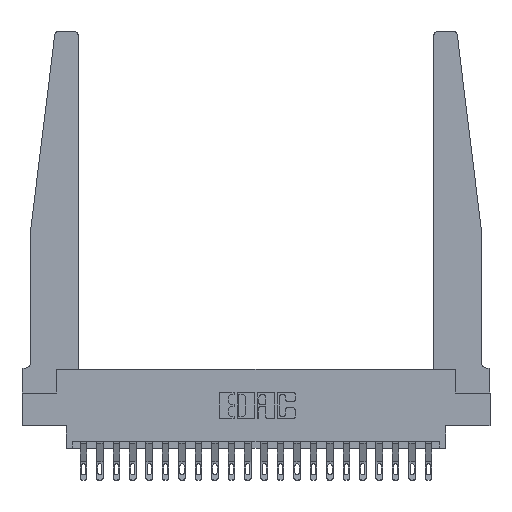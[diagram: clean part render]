
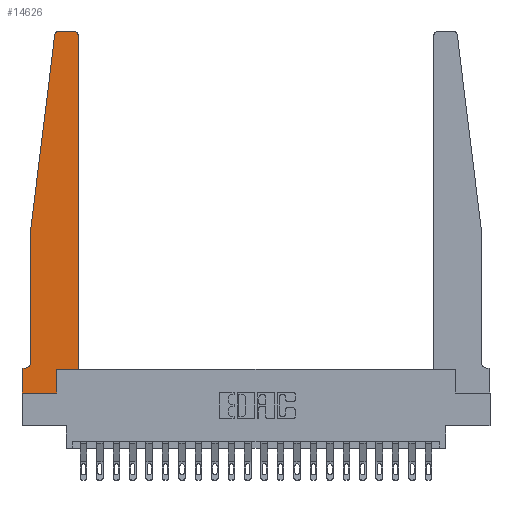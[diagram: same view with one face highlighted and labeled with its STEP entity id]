
A CAD part, top view. The second image highlights one B-rep face of the part: STEP entity #14626.
In plain terms, the highlighted planar face has unit normal (0, 0, 1).
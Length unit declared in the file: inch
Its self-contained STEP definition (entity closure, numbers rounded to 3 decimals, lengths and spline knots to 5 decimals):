
#3 = VECTOR ( 'NONE', #16034, 39.37008 ) ;
#210 = CARTESIAN_POINT ( 'NONE',  ( 0.065, 1.25, 0.37 ) ) ;
#891 = LINE ( 'NONE', #13211, #1569 ) ;
#914 = AXIS2_PLACEMENT_3D ( 'NONE', #15978, #5788, #1734 ) ;
#1319 = CARTESIAN_POINT ( 'NONE',  ( 0.25, 2.75, 0.37 ) ) ;
#1449 = ORIENTED_EDGE ( 'NONE', *, *, #18062, .T. ) ;
#1452 = EDGE_CURVE ( 'NONE', #17421, #9428, #10865, .T. ) ;
#1569 = VECTOR ( 'NONE', #16310, 39.37008 ) ;
#1734 = DIRECTION ( 'NONE',  ( -1., 0., 0. ) ) ;
#1809 = CARTESIAN_POINT ( 'NONE',  ( 0., 0., 0.37 ) ) ;
#2421 = VECTOR ( 'NONE', #14572, 39.37008 ) ;
#2449 = ORIENTED_EDGE ( 'NONE', *, *, #18702, .T. ) ;
#2607 = DIRECTION ( 'NONE',  ( -1., 0., 0. ) ) ;
#2827 = CARTESIAN_POINT ( 'NONE',  ( 0.27653, 2.75, 0.37 ) ) ;
#3171 = ORIENTED_EDGE ( 'NONE', *, *, #14641, .T. ) ;
#3423 = VECTOR ( 'NONE', #2607, 39.37008 ) ;
#3634 = ORIENTED_EDGE ( 'NONE', *, *, #15635, .T. ) ;
#3659 = ORIENTED_EDGE ( 'NONE', *, *, #13176, .T. ) ;
#3782 = DIRECTION ( 'NONE',  ( 1., 0., 0. ) ) ;
#3857 = DIRECTION ( 'NONE',  ( 1., 0., 0. ) ) ;
#4417 = CARTESIAN_POINT ( 'NONE',  ( 0.425, 0.18, 0.37 ) ) ;
#4916 = DIRECTION ( 'NONE',  ( 1., 0., 0. ) ) ;
#5093 = VERTEX_POINT ( 'NONE', #4417 ) ;
#5114 = VERTEX_POINT ( 'NONE', #18546 ) ;
#5788 = DIRECTION ( 'NONE',  ( 0., 0., -1. ) ) ;
#6019 = EDGE_CURVE ( 'NONE', #5093, #17694, #19273, .T. ) ;
#6747 = CIRCLE ( 'NONE', #9686, 0.03 ) ;
#7031 = LINE ( 'NONE', #210, #14684 ) ;
#7166 = CARTESIAN_POINT ( 'NONE',  ( 0.2605, 0.18, 0.37 ) ) ;
#7346 = AXIS2_PLACEMENT_3D ( 'NONE', #21321, #14080, #3857 ) ;
#7528 = LINE ( 'NONE', #18110, #18706 ) ;
#8020 = EDGE_LOOP ( 'NONE', ( #8475, #3659, #21303, #3634, #12803, #13280, #8796, #10952, #3171, #2449, #17265, #1449 ) ) ;
#8188 = EDGE_CURVE ( 'NONE', #14848, #18585, #18355, .T. ) ;
#8204 = CARTESIAN_POINT ( 'NONE',  ( 0.395, 2.75, 0.37 ) ) ;
#8306 = CARTESIAN_POINT ( 'NONE',  ( 0.065, 1.25, 0.37 ) ) ;
#8475 = ORIENTED_EDGE ( 'NONE', *, *, #8188, .T. ) ;
#8796 = ORIENTED_EDGE ( 'NONE', *, *, #16925, .T. ) ;
#8868 = DIRECTION ( 'NONE',  ( 1., 0., 0. ) ) ;
#8956 = VERTEX_POINT ( 'NONE', #7166 ) ;
#9212 = DIRECTION ( 'NONE',  ( 0., 0., 1. ) ) ;
#9428 = VERTEX_POINT ( 'NONE', #22244 ) ;
#9686 = AXIS2_PLACEMENT_3D ( 'NONE', #12030, #15677, #4916 ) ;
#9821 = DIRECTION ( 'NONE',  ( 0., 1., 0. ) ) ;
#10770 = PLANE ( 'NONE',  #7346 ) ;
#10865 = CIRCLE ( 'NONE', #914, 0.05 ) ;
#10892 = CARTESIAN_POINT ( 'NONE',  ( 0.425, 2.72, 0.37 ) ) ;
#10947 = CARTESIAN_POINT ( 'NONE',  ( 0.395, 2.72, 0.37 ) ) ;
#10952 = ORIENTED_EDGE ( 'NONE', *, *, #17212, .T. ) ;
#11412 = CARTESIAN_POINT ( 'NONE',  ( 0.2605, 0., 0.37 ) ) ;
#11498 = CARTESIAN_POINT ( 'NONE',  ( 0.065, 1.25, 0.37 ) ) ;
#12030 = CARTESIAN_POINT ( 'NONE',  ( 0.27653, 2.72, 0.37 ) ) ;
#12272 = CARTESIAN_POINT ( 'NONE',  ( 0.425, 0.18, 0.37 ) ) ;
#12408 = VERTEX_POINT ( 'NONE', #18861 ) ;
#12803 = ORIENTED_EDGE ( 'NONE', *, *, #1452, .T. ) ;
#12846 = VECTOR ( 'NONE', #9821, 39.37008 ) ;
#13129 = VECTOR ( 'NONE', #15456, 39.37008 ) ;
#13176 = EDGE_CURVE ( 'NONE', #18585, #12408, #6747, .T. ) ;
#13211 = CARTESIAN_POINT ( 'NONE',  ( 0., 0., 0.37 ) ) ;
#13280 = ORIENTED_EDGE ( 'NONE', *, *, #14605, .T. ) ;
#13727 = VERTEX_POINT ( 'NONE', #18710 ) ;
#14025 = DIRECTION ( 'NONE',  ( -0.122, -0.992, 0. ) ) ;
#14080 = DIRECTION ( 'NONE',  ( 0., 0., 1. ) ) ;
#14252 = VECTOR ( 'NONE', #3782, 39.37008 ) ;
#14572 = DIRECTION ( 'NONE',  ( 0., -1., 0. ) ) ;
#14605 = EDGE_CURVE ( 'NONE', #9428, #13727, #7528, .T. ) ;
#14626 = ADVANCED_FACE ( 'NONE', ( #16364 ), #10770, .T. ) ;
#14627 = CARTESIAN_POINT ( 'NONE',  ( 0.2605, 0.18, 0.37 ) ) ;
#14641 = EDGE_CURVE ( 'NONE', #16515, #8956, #19953, .T. ) ;
#14684 = VECTOR ( 'NONE', #14025, 39.37008 ) ;
#14848 = VERTEX_POINT ( 'NONE', #8204 ) ;
#14896 = VERTEX_POINT ( 'NONE', #8306 ) ;
#15456 = DIRECTION ( 'NONE',  ( 1., 0., 0. ) ) ;
#15635 = EDGE_CURVE ( 'NONE', #14896, #17421, #21491, .T. ) ;
#15677 = DIRECTION ( 'NONE',  ( 0., 0., 1. ) ) ;
#15978 = CARTESIAN_POINT ( 'NONE',  ( 0.015, 0.2375, 0.37 ) ) ;
#16034 = DIRECTION ( 'NONE',  ( 0., 1., 0. ) ) ;
#16169 = LINE ( 'NONE', #1809, #14252 ) ;
#16310 = DIRECTION ( 'NONE',  ( 0., -1., 0. ) ) ;
#16364 = FACE_OUTER_BOUND ( 'NONE', #8020, .T. ) ;
#16515 = VERTEX_POINT ( 'NONE', #11412 ) ;
#16764 = EDGE_CURVE ( 'NONE', #12408, #14896, #7031, .T. ) ;
#16853 = CARTESIAN_POINT ( 'NONE',  ( 0.425, 0.18, 0.37 ) ) ;
#16925 = EDGE_CURVE ( 'NONE', #13727, #5114, #891, .T. ) ;
#17212 = EDGE_CURVE ( 'NONE', #5114, #16515, #16169, .T. ) ;
#17233 = AXIS2_PLACEMENT_3D ( 'NONE', #10947, #9212, #8868 ) ;
#17265 = ORIENTED_EDGE ( 'NONE', *, *, #6019, .T. ) ;
#17421 = VERTEX_POINT ( 'NONE', #18475 ) ;
#17694 = VERTEX_POINT ( 'NONE', #10892 ) ;
#18062 = EDGE_CURVE ( 'NONE', #17694, #14848, #20163, .T. ) ;
#18110 = CARTESIAN_POINT ( 'NONE',  ( 0.065, 0.1875, 0.37 ) ) ;
#18355 = LINE ( 'NONE', #1319, #3423 ) ;
#18475 = CARTESIAN_POINT ( 'NONE',  ( 0.065, 0.2375, 0.37 ) ) ;
#18546 = CARTESIAN_POINT ( 'NONE',  ( 0., 0., 0.37 ) ) ;
#18585 = VERTEX_POINT ( 'NONE', #2827 ) ;
#18702 = EDGE_CURVE ( 'NONE', #8956, #5093, #20528, .T. ) ;
#18706 = VECTOR ( 'NONE', #21542, 39.37008 ) ;
#18710 = CARTESIAN_POINT ( 'NONE',  ( 0., 0.1875, 0.37 ) ) ;
#18861 = CARTESIAN_POINT ( 'NONE',  ( 0.24675, 2.72367, 0.37 ) ) ;
#19273 = LINE ( 'NONE', #12272, #3 ) ;
#19953 = LINE ( 'NONE', #14627, #12846 ) ;
#20163 = CIRCLE ( 'NONE', #17233, 0.03 ) ;
#20528 = LINE ( 'NONE', #16853, #13129 ) ;
#21303 = ORIENTED_EDGE ( 'NONE', *, *, #16764, .T. ) ;
#21321 = CARTESIAN_POINT ( 'NONE',  ( 0., 0.1875, 0.37 ) ) ;
#21491 = LINE ( 'NONE', #11498, #2421 ) ;
#21542 = DIRECTION ( 'NONE',  ( -1., 0., 0. ) ) ;
#22244 = CARTESIAN_POINT ( 'NONE',  ( 0.015, 0.1875, 0.37 ) ) ;
